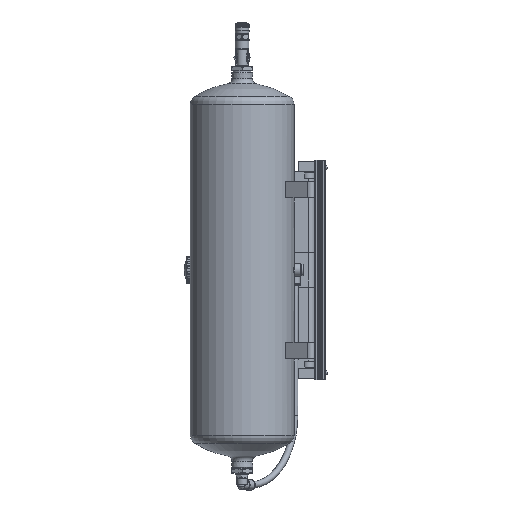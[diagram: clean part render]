
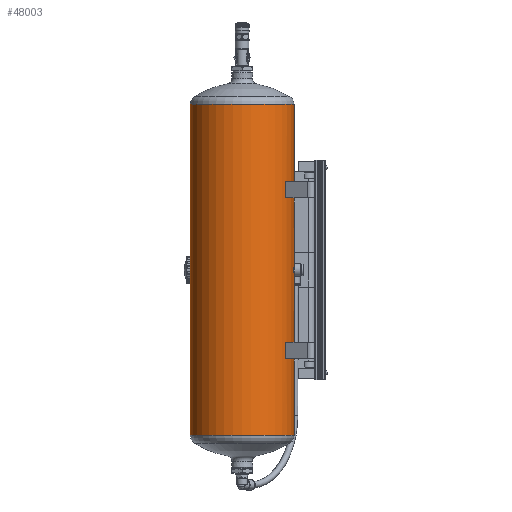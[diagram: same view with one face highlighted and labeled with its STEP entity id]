
A CAD part, left-side view. The second image highlights one B-rep face of the part: STEP entity #48003.
In plain terms, the highlighted cylindrical face has radius 97 mm (diameter 194 mm), a full revolution.
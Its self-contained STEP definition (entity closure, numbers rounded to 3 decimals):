
#444=B_SPLINE_CURVE_WITH_KNOTS('',3,(#86067,#86068,#86069,#86070,#86071,
#86072,#86073,#86074,#86075,#86076,#86077,#86078,#86079,#86080,#86081,#86082,
#86083,#86084,#86085),.UNSPECIFIED.,.T.,.F.,(1,1,1,1,1,1,1,1,1,1,1,1,1,
1,1,1,1,1,1,1,1,1,1),(-0.015,-0.01,-0.005,
0.,0.005,0.01,0.015,0.019,
0.024,0.029,0.034,0.039,
0.044,0.049,0.053,0.058,
0.063,0.068,0.073,0.078,
0.083,0.087,0.092),.UNSPECIFIED.);
#4455=LINE('',#86033,#8454);
#4456=LINE('',#86038,#8455);
#4457=LINE('',#86041,#8456);
#4458=LINE('',#86046,#8457);
#4459=LINE('',#86049,#8458);
#4460=LINE('',#86054,#8459);
#4461=LINE('',#86057,#8460);
#4462=LINE('',#86062,#8461);
#8454=VECTOR('',#71231,1000.);
#8455=VECTOR('',#71234,1000.);
#8456=VECTOR('',#71237,1000.);
#8457=VECTOR('',#71240,1000.);
#8458=VECTOR('',#71243,1000.);
#8459=VECTOR('',#71246,1000.);
#8460=VECTOR('',#71249,1000.);
#8461=VECTOR('',#71252,1000.);
#16285=ORIENTED_EDGE('',*,*,#27382,.F.);
#16286=ORIENTED_EDGE('',*,*,#27383,.F.);
#16287=ORIENTED_EDGE('',*,*,#27384,.T.);
#16288=ORIENTED_EDGE('',*,*,#27385,.F.);
#16289=ORIENTED_EDGE('',*,*,#27386,.F.);
#16290=ORIENTED_EDGE('',*,*,#27387,.F.);
#16291=ORIENTED_EDGE('',*,*,#27388,.T.);
#16292=ORIENTED_EDGE('',*,*,#27389,.F.);
#16293=ORIENTED_EDGE('',*,*,#27390,.F.);
#16294=ORIENTED_EDGE('',*,*,#27391,.F.);
#16295=ORIENTED_EDGE('',*,*,#27392,.T.);
#16296=ORIENTED_EDGE('',*,*,#27393,.F.);
#16297=ORIENTED_EDGE('',*,*,#27394,.F.);
#16298=ORIENTED_EDGE('',*,*,#27395,.F.);
#16299=ORIENTED_EDGE('',*,*,#27396,.T.);
#16300=ORIENTED_EDGE('',*,*,#27397,.F.);
#16301=ORIENTED_EDGE('',*,*,#27398,.F.);
#16302=ORIENTED_EDGE('',*,*,#27399,.T.);
#16303=ORIENTED_EDGE('',*,*,#27400,.F.);
#27382=EDGE_CURVE('',#33419,#33419,#37265,.T.);
#27383=EDGE_CURVE('',#33420,#33421,#4455,.T.);
#27384=EDGE_CURVE('',#33420,#33422,#37266,.T.);
#27385=EDGE_CURVE('',#33423,#33422,#4456,.F.);
#27386=EDGE_CURVE('',#33421,#33423,#37267,.T.);
#27387=EDGE_CURVE('',#33424,#33425,#4457,.T.);
#27388=EDGE_CURVE('',#33424,#33426,#37268,.T.);
#27389=EDGE_CURVE('',#33427,#33426,#4458,.F.);
#27390=EDGE_CURVE('',#33425,#33427,#37269,.T.);
#27391=EDGE_CURVE('',#33428,#33429,#4459,.T.);
#27392=EDGE_CURVE('',#33428,#33430,#37270,.T.);
#27393=EDGE_CURVE('',#33431,#33430,#4460,.F.);
#27394=EDGE_CURVE('',#33429,#33431,#37271,.T.);
#27395=EDGE_CURVE('',#33432,#33433,#4461,.T.);
#27396=EDGE_CURVE('',#33432,#33434,#37272,.T.);
#27397=EDGE_CURVE('',#33435,#33434,#4462,.F.);
#27398=EDGE_CURVE('',#33433,#33435,#37273,.T.);
#27399=EDGE_CURVE('',#33436,#33436,#37274,.T.);
#27400=EDGE_CURVE('',#33437,#33437,#444,.T.);
#33419=VERTEX_POINT('',#86032);
#33420=VERTEX_POINT('',#86034);
#33421=VERTEX_POINT('',#86035);
#33422=VERTEX_POINT('',#86037);
#33423=VERTEX_POINT('',#86039);
#33424=VERTEX_POINT('',#86042);
#33425=VERTEX_POINT('',#86043);
#33426=VERTEX_POINT('',#86045);
#33427=VERTEX_POINT('',#86047);
#33428=VERTEX_POINT('',#86050);
#33429=VERTEX_POINT('',#86051);
#33430=VERTEX_POINT('',#86053);
#33431=VERTEX_POINT('',#86055);
#33432=VERTEX_POINT('',#86058);
#33433=VERTEX_POINT('',#86059);
#33434=VERTEX_POINT('',#86061);
#33435=VERTEX_POINT('',#86063);
#33436=VERTEX_POINT('',#86066);
#33437=VERTEX_POINT('',#86086);
#37265=CIRCLE('',#62033,97.);
#37266=CIRCLE('',#62034,97.);
#37267=CIRCLE('',#62035,97.);
#37268=CIRCLE('',#62036,97.);
#37269=CIRCLE('',#62037,97.);
#37270=CIRCLE('',#62038,97.);
#37271=CIRCLE('',#62039,97.);
#37272=CIRCLE('',#62040,97.);
#37273=CIRCLE('',#62041,97.);
#37274=CIRCLE('',#62042,97.);
#39818=EDGE_LOOP('',(#16285));
#39819=EDGE_LOOP('',(#16286,#16287,#16288,#16289));
#39820=EDGE_LOOP('',(#16290,#16291,#16292,#16293));
#39821=EDGE_LOOP('',(#16294,#16295,#16296,#16297));
#39822=EDGE_LOOP('',(#16298,#16299,#16300,#16301));
#39823=EDGE_LOOP('',(#16302));
#39824=EDGE_LOOP('',(#16303));
#43445=FACE_BOUND('',#39818,.T.);
#43446=FACE_BOUND('',#39819,.T.);
#43447=FACE_BOUND('',#39820,.T.);
#43448=FACE_BOUND('',#39821,.T.);
#43449=FACE_BOUND('',#39822,.T.);
#43450=FACE_BOUND('',#39823,.T.);
#43451=FACE_BOUND('',#39824,.T.);
#46503=CYLINDRICAL_SURFACE('',#62032,97.);
#48003=ADVANCED_FACE('',(#43445,#43446,#43447,#43448,#43449,#43450,#43451),
#46503,.T.);
#62032=AXIS2_PLACEMENT_3D('',#86030,#71227,#71228);
#62033=AXIS2_PLACEMENT_3D('',#86031,#71229,#71230);
#62034=AXIS2_PLACEMENT_3D('',#86036,#71232,#71233);
#62035=AXIS2_PLACEMENT_3D('',#86040,#71235,#71236);
#62036=AXIS2_PLACEMENT_3D('',#86044,#71238,#71239);
#62037=AXIS2_PLACEMENT_3D('',#86048,#71241,#71242);
#62038=AXIS2_PLACEMENT_3D('',#86052,#71244,#71245);
#62039=AXIS2_PLACEMENT_3D('',#86056,#71247,#71248);
#62040=AXIS2_PLACEMENT_3D('',#86060,#71250,#71251);
#62041=AXIS2_PLACEMENT_3D('',#86064,#71253,#71254);
#62042=AXIS2_PLACEMENT_3D('',#86065,#71255,#71256);
#71227=DIRECTION('',(0.,0.,-1.));
#71228=DIRECTION('',(0.,1.,0.));
#71229=DIRECTION('',(0.,0.,-1.));
#71230=DIRECTION('',(0.,1.,0.));
#71231=DIRECTION('',(0.,0.,-1.));
#71232=DIRECTION('',(0.,0.,1.));
#71233=DIRECTION('',(1.,0.,0.));
#71234=DIRECTION('',(0.,0.,-1.));
#71235=DIRECTION('',(0.,0.,1.));
#71236=DIRECTION('',(1.,0.,0.));
#71237=DIRECTION('',(0.,0.,-1.));
#71238=DIRECTION('',(0.,0.,1.));
#71239=DIRECTION('',(1.,0.,0.));
#71240=DIRECTION('',(0.,0.,-1.));
#71241=DIRECTION('',(0.,0.,1.));
#71242=DIRECTION('',(1.,0.,0.));
#71243=DIRECTION('',(0.,0.,-1.));
#71244=DIRECTION('',(0.,0.,1.));
#71245=DIRECTION('',(1.,0.,0.));
#71246=DIRECTION('',(0.,0.,-1.));
#71247=DIRECTION('',(0.,0.,1.));
#71248=DIRECTION('',(1.,0.,0.));
#71249=DIRECTION('',(0.,0.,-1.));
#71250=DIRECTION('',(0.,0.,1.));
#71251=DIRECTION('',(1.,0.,0.));
#71252=DIRECTION('',(0.,0.,-1.));
#71253=DIRECTION('',(0.,0.,1.));
#71254=DIRECTION('',(1.,0.,0.));
#71255=DIRECTION('',(0.,0.,-1.));
#71256=DIRECTION('',(0.,1.,0.));
#86030=CARTESIAN_POINT('',(0.,0.,-370.));
#86031=CARTESIAN_POINT('',(0.,0.,-309.515));
#86032=CARTESIAN_POINT('',(0.,97.,-309.515));
#86033=CARTESIAN_POINT('',(-52.83,-81.351,-370.));
#86034=CARTESIAN_POINT('',(-52.83,-81.351,-135.));
#86035=CARTESIAN_POINT('',(-52.83,-81.351,-165.));
#86036=CARTESIAN_POINT('',(0.,0.,-135.));
#86037=CARTESIAN_POINT('',(-50.289,-82.946,-135.));
#86038=CARTESIAN_POINT('',(-50.289,-82.946,-370.));
#86039=CARTESIAN_POINT('',(-50.289,-82.946,-165.));
#86040=CARTESIAN_POINT('',(0.,0.,-165.));
#86041=CARTESIAN_POINT('',(50.289,-82.946,-370.));
#86042=CARTESIAN_POINT('',(50.289,-82.946,-135.));
#86043=CARTESIAN_POINT('',(50.289,-82.946,-165.));
#86044=CARTESIAN_POINT('',(0.,0.,-135.));
#86045=CARTESIAN_POINT('',(52.83,-81.351,-135.));
#86046=CARTESIAN_POINT('',(52.83,-81.351,-370.));
#86047=CARTESIAN_POINT('',(52.83,-81.351,-165.));
#86048=CARTESIAN_POINT('',(0.,0.,-165.));
#86049=CARTESIAN_POINT('',(-52.83,-81.351,-370.));
#86050=CARTESIAN_POINT('',(-52.83,-81.351,165.));
#86051=CARTESIAN_POINT('',(-52.83,-81.351,135.));
#86052=CARTESIAN_POINT('',(0.,0.,165.));
#86053=CARTESIAN_POINT('',(-50.289,-82.946,165.));
#86054=CARTESIAN_POINT('',(-50.289,-82.946,-370.));
#86055=CARTESIAN_POINT('',(-50.289,-82.946,135.));
#86056=CARTESIAN_POINT('',(0.,0.,135.));
#86057=CARTESIAN_POINT('',(50.289,-82.946,-370.));
#86058=CARTESIAN_POINT('',(50.289,-82.946,165.));
#86059=CARTESIAN_POINT('',(50.289,-82.946,135.));
#86060=CARTESIAN_POINT('',(0.,0.,165.));
#86061=CARTESIAN_POINT('',(52.83,-81.351,165.));
#86062=CARTESIAN_POINT('',(52.83,-81.351,-370.));
#86063=CARTESIAN_POINT('',(52.83,-81.351,135.));
#86064=CARTESIAN_POINT('',(0.,0.,135.));
#86065=CARTESIAN_POINT('',(0.,0.,309.515));
#86066=CARTESIAN_POINT('',(0.,97.,309.515));
#86067=CARTESIAN_POINT('',(-12.647,-96.173,2.631));
#86068=CARTESIAN_POINT('',(-12.703,-96.165,-2.38));
#86069=CARTESIAN_POINT('',(-10.736,-96.417,-6.952));
#86070=CARTESIAN_POINT('',(-7.184,-96.763,-10.409));
#86071=CARTESIAN_POINT('',(-2.602,-97.006,-12.297));
#86072=CARTESIAN_POINT('',(2.362,-97.013,-12.343));
#86073=CARTESIAN_POINT('',(6.983,-96.779,-10.539));
#86074=CARTESIAN_POINT('',(10.598,-96.434,-7.148));
#86075=CARTESIAN_POINT('',(12.65,-96.173,-2.617));
#86076=CARTESIAN_POINT('',(12.702,-96.165,2.369));
#86077=CARTESIAN_POINT('',(10.744,-96.416,6.941));
#86078=CARTESIAN_POINT('',(7.196,-96.762,10.401));
#86079=CARTESIAN_POINT('',(2.612,-97.006,12.295));
#86080=CARTESIAN_POINT('',(-2.361,-97.013,12.344));
#86081=CARTESIAN_POINT('',(-6.985,-96.779,10.538));
#86082=CARTESIAN_POINT('',(-10.597,-96.434,7.146));
#86083=CARTESIAN_POINT('',(-12.647,-96.173,2.631));
#86084=CARTESIAN_POINT('',(-12.703,-96.165,-2.38));
#86085=CARTESIAN_POINT('',(-10.736,-96.417,-6.952));
#86086=CARTESIAN_POINT('',(-12.366,-96.209,-2.307));
